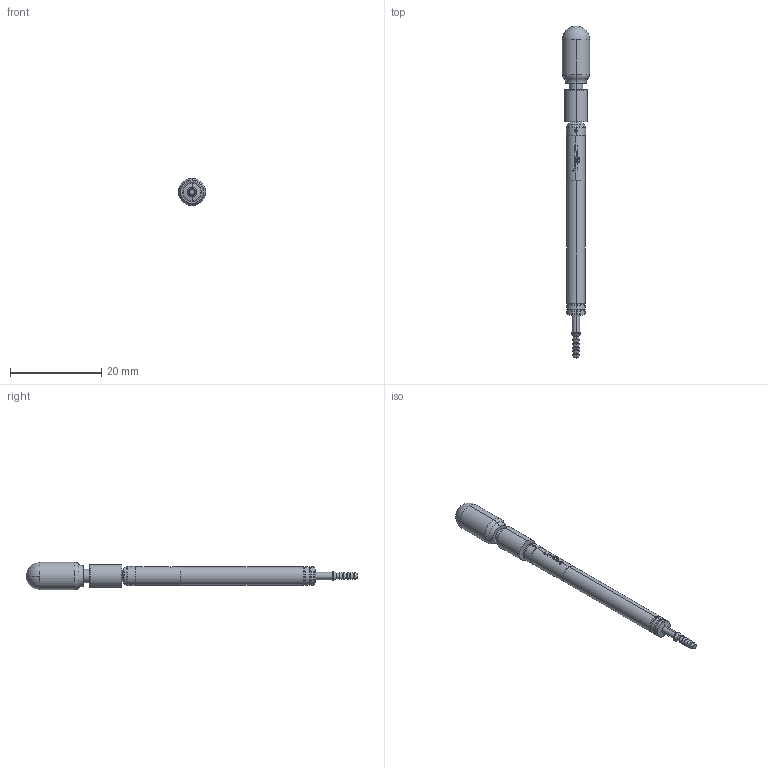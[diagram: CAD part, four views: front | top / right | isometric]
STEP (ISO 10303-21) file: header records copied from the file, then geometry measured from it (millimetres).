
FILE_DESCRIPTION (( 'STEP AP203' ), '1' );
FILE_NAME ('INGUN_PKS-399_005_600_A_xx02_1_TS.STEP', '2022-02-28T09:18:49', ( 'ochi' ), ( '' ), 'SwSTEP 2.0', 'SolidWorks 2018', '' );
FILE_SCHEMA (( 'CONFIG_CONTROL_DESIGN' ));
Length unit declared in the file: millimetre
Products named in the file (1): INGUN_PKS-399_005_600_A_xx02_1_TS
Bounding box: 6 x 72.9 x 6 mm (x, y, z)
Volume: 1004.5 mm3; surface area: 996.4 mm2
Topology: 1 solids, 1 shells, 187 faces, 468 edges, 295 vertices
Faces by surface type: cylinder 67, plane 54, bspline 24, torus 22, cone 18, sphere 2
Entity records: 6995 total; most frequent: CARTESIAN_POINT 2913, ORIENTED_EDGE 932, DIRECTION 682, EDGE_CURVE 466, AXIS2_PLACEMENT_3D 298, VERTEX_POINT 295, B_SPLINE_CURVE_WITH_KNOTS 246, EDGE_LOOP 201
